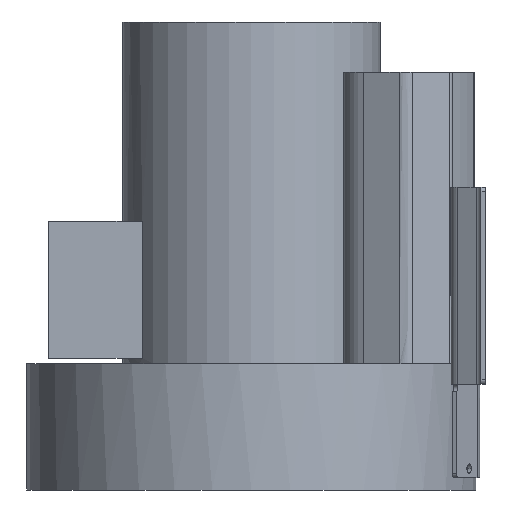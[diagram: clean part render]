
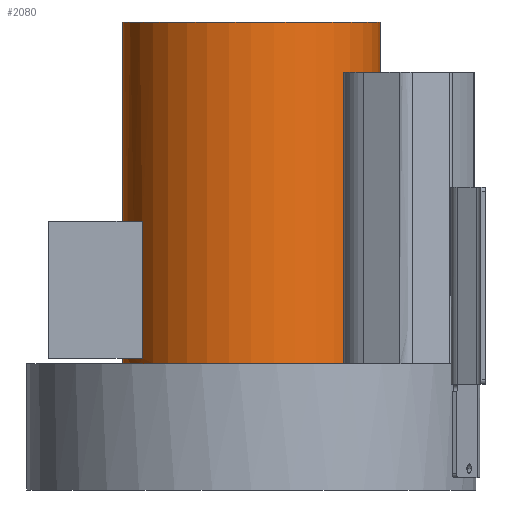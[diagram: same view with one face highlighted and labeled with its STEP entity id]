
A CAD part, left-side view. The second image highlights one B-rep face of the part: STEP entity #2080.
In plain terms, the highlighted cylindrical face has radius 70.5 mm (diameter 141 mm), a partial arc.
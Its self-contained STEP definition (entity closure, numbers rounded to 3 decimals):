
#406=FACE_OUTER_BOUND('',#657,.F.);
#657=EDGE_LOOP('',(#1760,#1761,#1762,#1763,#1764,#1765,#1766,#1767));
#1760=ORIENTED_EDGE('',*,*,#3118,.T.);
#1761=ORIENTED_EDGE('',*,*,#3119,.F.);
#1762=ORIENTED_EDGE('',*,*,#3120,.T.);
#1763=ORIENTED_EDGE('',*,*,#3121,.T.);
#1764=ORIENTED_EDGE('',*,*,#3122,.F.);
#1765=ORIENTED_EDGE('',*,*,#3116,.F.);
#1766=ORIENTED_EDGE('',*,*,#3123,.T.);
#1767=ORIENTED_EDGE('',*,*,#3124,.F.);
#2080=ADVANCED_FACE('',(#406),#2185,.T.);
#2185=CYLINDRICAL_SURFACE('',#4413,70.5);
#2379=LINE('',#6037,#2613);
#2380=LINE('',#6039,#2614);
#2381=LINE('',#6041,#2615);
#2382=LINE('',#6042,#2616);
#2613=VECTOR('',#4526,75.);
#2614=VECTOR('',#4529,109.);
#2615=VECTOR('',#4532,187.);
#2616=VECTOR('',#4533,3.);
#2874=CIRCLE('',#4065,70.5);
#2876=CIRCLE('',#4067,70.5);
#2877=CIRCLE('',#4068,70.5);
#2878=CIRCLE('',#4069,70.5);
#3116=EDGE_CURVE('',#3917,#3916,#2874,.T.);
#3118=EDGE_CURVE('',#3915,#3914,#2379,.T.);
#3119=EDGE_CURVE('',#3913,#3914,#2876,.T.);
#3120=EDGE_CURVE('',#3913,#3912,#2380,.T.);
#3121=EDGE_CURVE('',#3912,#3911,#2877,.T.);
#3122=EDGE_CURVE('',#3916,#3911,#2381,.T.);
#3123=EDGE_CURVE('',#3917,#3910,#2382,.T.);
#3124=EDGE_CURVE('',#3915,#3910,#2878,.T.);
#3910=VERTEX_POINT('',#5741);
#3911=VERTEX_POINT('',#5742);
#3912=VERTEX_POINT('',#5743);
#3913=VERTEX_POINT('',#5744);
#3914=VERTEX_POINT('',#5745);
#3915=VERTEX_POINT('',#5746);
#3916=VERTEX_POINT('',#5747);
#3917=VERTEX_POINT('',#5748);
#4065=AXIS2_PLACEMENT_3D('',#6035,#4522,#4523);
#4067=AXIS2_PLACEMENT_3D('',#6038,#4527,#4528);
#4068=AXIS2_PLACEMENT_3D('',#6040,#4530,#4531);
#4069=AXIS2_PLACEMENT_3D('',#6043,#4534,#4535);
#4413=AXIS2_PLACEMENT_3D('',#9585,#5440,#5441);
#4522=DIRECTION('',(0.,0.,1.));
#4523=DIRECTION('',(0.,1.,0.));
#4526=DIRECTION('',(0.,0.,1.));
#4527=DIRECTION('',(0.,0.,1.));
#4528=DIRECTION('',(0.,1.,0.));
#4529=DIRECTION('',(0.,0.,1.));
#4530=DIRECTION('',(0.,0.,1.));
#4531=DIRECTION('',(0.,1.,0.));
#4532=DIRECTION('',(0.,0.,1.));
#4533=DIRECTION('',(0.,0.,1.));
#4534=DIRECTION('',(0.,0.,-1.));
#4535=DIRECTION('',(-0.532,0.847,0.));
#5440=DIRECTION('',(0.,0.,1.));
#5441=DIRECTION('',(0.087,0.996,0.));
#5741=CARTESIAN_POINT('',(0.,70.5,51.6));
#5742=CARTESIAN_POINT('',(0.,-70.5,235.6));
#5743=CARTESIAN_POINT('',(0.,70.5,235.6));
#5744=CARTESIAN_POINT('',(0.,70.5,126.6));
#5745=CARTESIAN_POINT('',(-37.5,59.699,126.6));
#5746=CARTESIAN_POINT('',(-37.5,59.699,51.6));
#5747=CARTESIAN_POINT('',(0.,-70.5,48.6));
#5748=CARTESIAN_POINT('',(0.,70.5,48.6));
#6035=CARTESIAN_POINT('',(0.,0.,48.6));
#6037=CARTESIAN_POINT('',(-37.5,59.699,51.6));
#6038=CARTESIAN_POINT('',(0.,0.,126.6));
#6039=CARTESIAN_POINT('',(0.,70.5,126.6));
#6040=CARTESIAN_POINT('',(0.,0.,235.6));
#6041=CARTESIAN_POINT('',(0.,-70.5,48.6));
#6042=CARTESIAN_POINT('',(0.,70.5,48.6));
#6043=CARTESIAN_POINT('',(0.,0.,51.6));
#9585=CARTESIAN_POINT('',(0.,0.,244.95));
